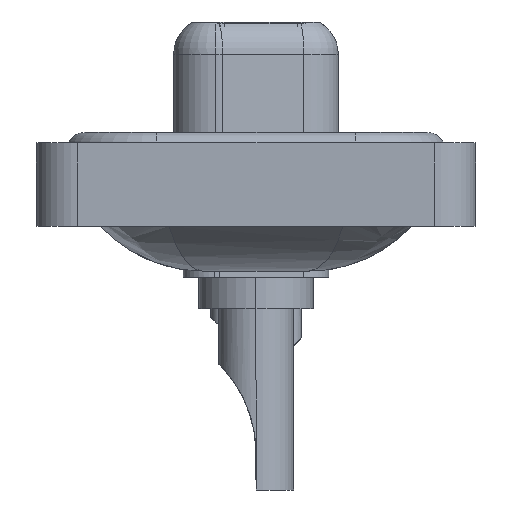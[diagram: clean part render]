
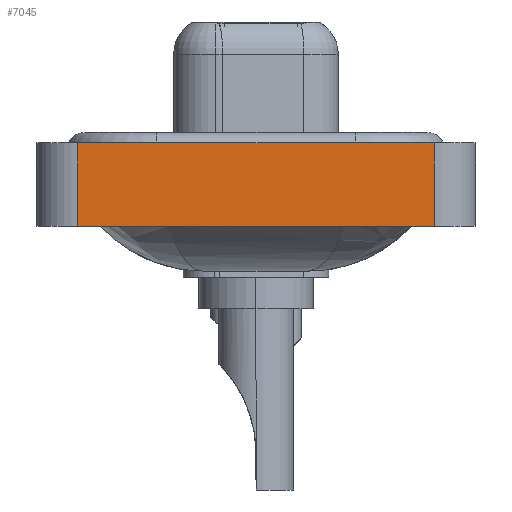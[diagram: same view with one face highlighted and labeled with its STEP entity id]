
A CAD part, left-side view. The second image highlights one B-rep face of the part: STEP entity #7045.
In plain terms, the highlighted planar face has unit normal (-1, 0, 0).
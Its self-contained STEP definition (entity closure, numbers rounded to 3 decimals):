
#1237 = VECTOR ( 'NONE', #19654, 1000. ) ;
#2352 = VECTOR ( 'NONE', #13715, 1000. ) ;
#2444 = LINE ( 'NONE', #9518, #1237 ) ;
#3028 = CARTESIAN_POINT ( 'NONE',  ( -7.35, 8.55, 0.4 ) ) ;
#3244 = VERTEX_POINT ( 'NONE', #15506 ) ;
#3894 = ORIENTED_EDGE ( 'NONE', *, *, #10670, .T. ) ;
#4866 = EDGE_CURVE ( 'NONE', #8098, #16301, #2444, .T. ) ;
#5902 = EDGE_LOOP ( 'NONE', ( #12940, #11255, #8584, #3894 ) ) ;
#6166 = DIRECTION ( 'NONE',  ( 0., 0., 1. ) ) ;
#7045 = ADVANCED_FACE ( 'NONE', ( #11272 ), #7689, .T. ) ;
#7689 = PLANE ( 'NONE',  #12785 ) ;
#8035 = CARTESIAN_POINT ( 'NONE',  ( -7.35, -8.55, 0.4 ) ) ;
#8098 = VERTEX_POINT ( 'NONE', #19407 ) ;
#8584 = ORIENTED_EDGE ( 'NONE', *, *, #9034, .F. ) ;
#9034 = EDGE_CURVE ( 'NONE', #3244, #20525, #20378, .T. ) ;
#9246 = CARTESIAN_POINT ( 'NONE',  ( -7.35, -8.55, 0.4 ) ) ;
#9518 = CARTESIAN_POINT ( 'NONE',  ( -7.35, -8.55, -3.6 ) ) ;
#10670 = EDGE_CURVE ( 'NONE', #3244, #8098, #21460, .T. ) ;
#11255 = ORIENTED_EDGE ( 'NONE', *, *, #15020, .F. ) ;
#11272 = FACE_OUTER_BOUND ( 'NONE', #5902, .T. ) ;
#11750 = CARTESIAN_POINT ( 'NONE',  ( -7.35, 8.55, -3.6 ) ) ;
#12785 = AXIS2_PLACEMENT_3D ( 'NONE', #21988, #18441, #6166 ) ;
#12940 = ORIENTED_EDGE ( 'NONE', *, *, #4866, .T. ) ;
#13715 = DIRECTION ( 'NONE',  ( 0., -1., 0. ) ) ;
#15020 = EDGE_CURVE ( 'NONE', #20525, #16301, #18548, .T. ) ;
#15506 = CARTESIAN_POINT ( 'NONE',  ( -7.35, 8.55, -3.6 ) ) ;
#16301 = VERTEX_POINT ( 'NONE', #9246 ) ;
#16634 = CARTESIAN_POINT ( 'NONE',  ( -7.35, -8.55, -3.6 ) ) ;
#18308 = VECTOR ( 'NONE', #21805, 1000. ) ;
#18441 = DIRECTION ( 'NONE',  ( -1., 0., 0. ) ) ;
#18548 = LINE ( 'NONE', #8035, #2352 ) ;
#18667 = DIRECTION ( 'NONE',  ( 0., 0., 1. ) ) ;
#19129 = VECTOR ( 'NONE', #18667, 1000. ) ;
#19407 = CARTESIAN_POINT ( 'NONE',  ( -7.35, -8.55, -3.6 ) ) ;
#19654 = DIRECTION ( 'NONE',  ( 0., 0., 1. ) ) ;
#20378 = LINE ( 'NONE', #11750, #19129 ) ;
#20525 = VERTEX_POINT ( 'NONE', #3028 ) ;
#21460 = LINE ( 'NONE', #16634, #18308 ) ;
#21805 = DIRECTION ( 'NONE',  ( 0., -1., 0. ) ) ;
#21988 = CARTESIAN_POINT ( 'NONE',  ( -7.35, -8.55, -3.6 ) ) ;
